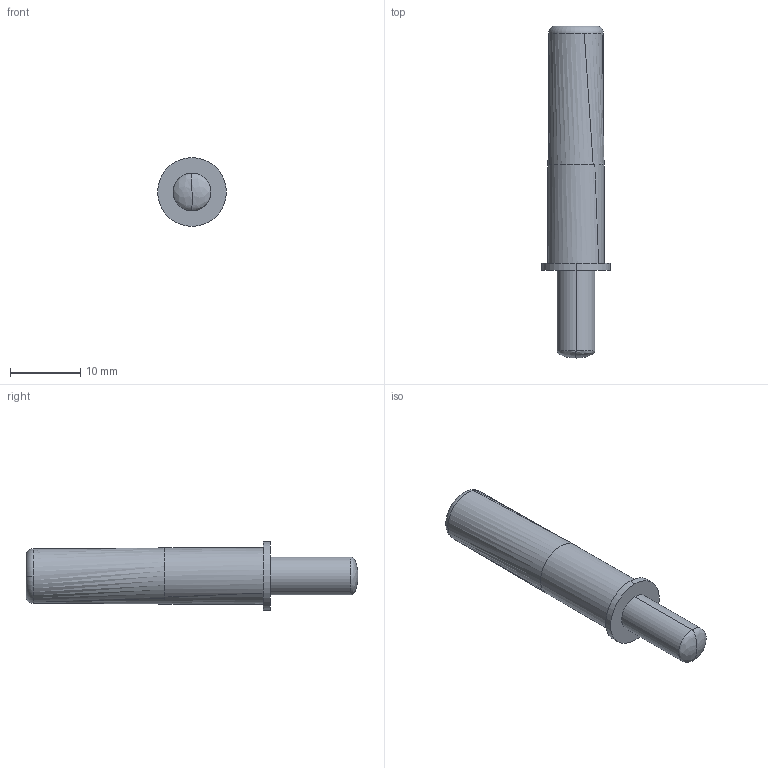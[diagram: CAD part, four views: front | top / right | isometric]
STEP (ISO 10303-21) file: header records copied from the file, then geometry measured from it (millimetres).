
FILE_DESCRIPTION (( 'STEP AP214' ), '1' );
FILE_NAME ('Airtic_Amortyzator.STEP', '2019-02-19T14:40:53', ( 'Konstruktor_1' ), ( 'Microsoft' ), 'SwSTEP 2.0', 'SolidWorks 2018', '' );
FILE_SCHEMA (( 'AUTOMOTIVE_DESIGN' ));
Length unit declared in the file: millimetre
Products named in the file (2): Airtic_Amortyzator; Amortyzator__A
Assembly tree (1 placements, depth 2):
  Airtic_Amortyzator
    Amortyzator__A
Bounding box: 9.8 x 47.3 x 9.8 mm (x, y, z)
Volume: 2001.1 mm3; surface area: 1205.8 mm2
Topology: 1 solids, 1 shells, 15 faces, 34 edges, 21 vertices
Faces by surface type: bspline 6, cylinder 4, plane 3, torus 2
Entity records: 540 total; most frequent: CARTESIAN_POINT 164, DIRECTION 74, ORIENTED_EDGE 64, AXIS2_PLACEMENT_3D 35, EDGE_CURVE 32, CIRCLE 22, VERTEX_POINT 21, EDGE_LOOP 17
